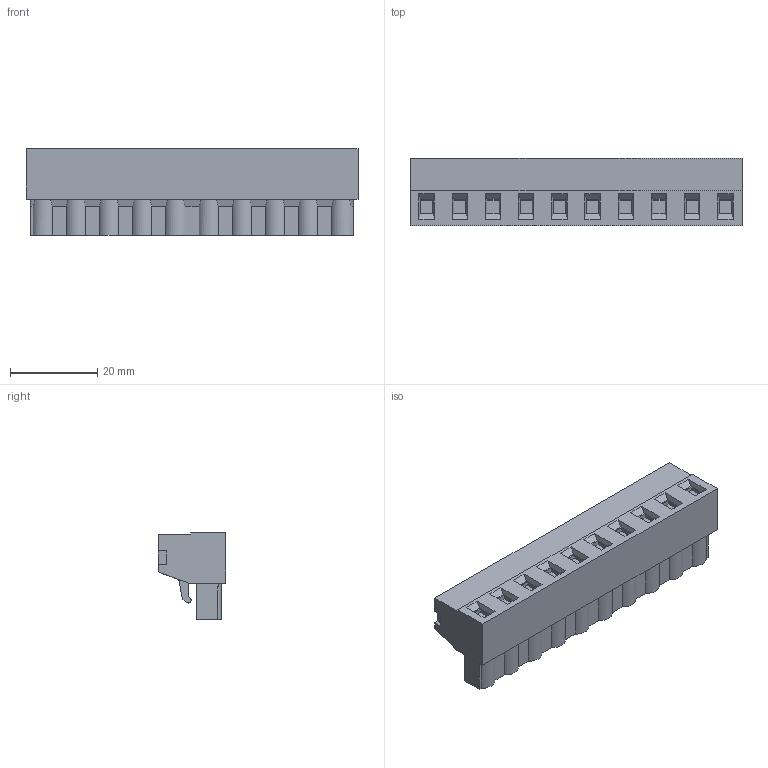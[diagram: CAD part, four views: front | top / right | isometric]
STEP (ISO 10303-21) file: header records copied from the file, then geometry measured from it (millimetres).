
FILE_DESCRIPTION(('STEP AP214'),'1');
FILE_NAME('SH10-7,62.stp','2020-02-07T16:34:04',(' '),(' '),'Spatial InterOp 3D',' ',' ');
FILE_SCHEMA(('automotive_design'));
Length unit declared in the file: metre
Products named in the file (1): 1
Bounding box: 76.2 x 15.5 x 19.85 mm (x, y, z)
Volume: 15009.5 mm3; surface area: 7026.4 mm2
Topology: 1 solids, 1 shells, 398 faces, 986 edges, 644 vertices
Faces by surface type: plane 331, cylinder 56, cone 10, extrusion 1
Full cylindrical faces by diameter (mm): 1.6 x10, 3.8 x10, 4 x10
Entity records: 14494 total; most frequent: CARTESIAN_POINT 1967, DIRECTION 1893, ORIENTED_EDGE 1852, EDGE_CURVE 926, VECTOR 753, LINE 752, VERTEX_POINT 624, AXIS2_PLACEMENT_3D 570
